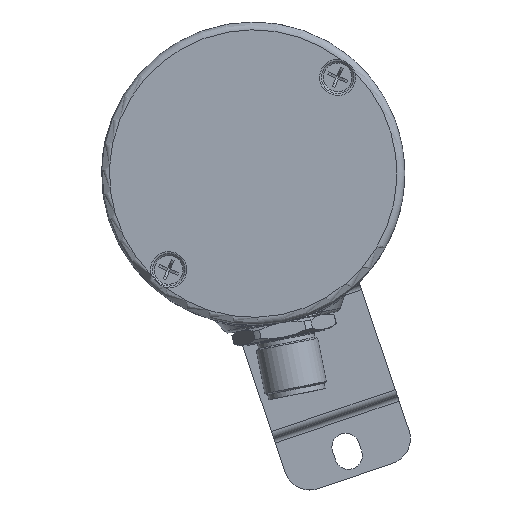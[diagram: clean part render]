
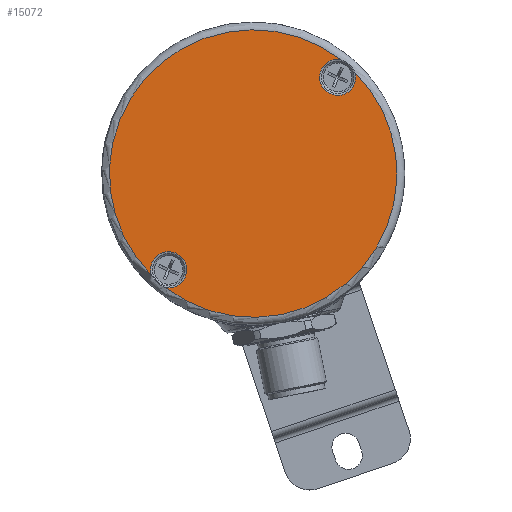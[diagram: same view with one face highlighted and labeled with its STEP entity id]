
A CAD part, top view. The second image highlights one B-rep face of the part: STEP entity #15072.
In plain terms, the highlighted planar face has unit normal (0, 0, 1).
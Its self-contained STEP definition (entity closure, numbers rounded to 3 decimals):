
#14867=CARTESIAN_POINT('',(45.295,130.652,-23.592));
#14868=VERTEX_POINT('',#14867);
#14869=CARTESIAN_POINT('',(48.03,128.252,-23.592));
#14870=VERTEX_POINT('',#14869);
#14908=CARTESIAN_POINT('',(33.917,81.855,-23.592));
#14909=VERTEX_POINT('',#14908);
#14910=CARTESIAN_POINT('',(28.562,108.829,-23.592));
#14911=DIRECTION('',(0.0,0.0,-1.));
#14912=DIRECTION('',(-0.195,0.981,0.0));
#14913=AXIS2_PLACEMENT_3D('',#14910,#14911,#14912);
#14914=CIRCLE('',#14913,27.5);
#14915=EDGE_CURVE('',#14870,#14909,#14914,.T.);
#14917=CARTESIAN_POINT('',(11.829,87.005,-23.592));
#14918=VERTEX_POINT('',#14917);
#14919=CARTESIAN_POINT('',(28.562,108.829,-23.592));
#14920=DIRECTION('',(0.0,0.0,-1.));
#14921=DIRECTION('',(-0.195,0.981,0.0));
#14922=AXIS2_PLACEMENT_3D('',#14919,#14920,#14921);
#14923=CIRCLE('',#14922,27.5);
#14924=EDGE_CURVE('',#14909,#14918,#14923,.T.);
#14926=CARTESIAN_POINT('',(9.095,89.405,-23.592));
#14927=VERTEX_POINT('',#14926);
#14965=CARTESIAN_POINT('',(28.562,108.829,-23.592));
#14966=DIRECTION('',(0.0,0.0,-1.));
#14967=DIRECTION('',(-0.195,0.981,0.0));
#14968=AXIS2_PLACEMENT_3D('',#14965,#14966,#14967);
#14969=CIRCLE('',#14968,27.5);
#14970=EDGE_CURVE('',#14927,#14868,#14969,.T.);
#15003=CARTESIAN_POINT('',(45.396,123.852,-23.592));
#15004=VERTEX_POINT('',#15003);
#15005=CARTESIAN_POINT('',(44.723,127.243,-23.592));
#15006=DIRECTION('',(0.0,0.0,1.0));
#15007=DIRECTION('',(-0.195,0.981,0.0));
#15008=AXIS2_PLACEMENT_3D('',#15005,#15006,#15007);
#15009=CIRCLE('',#15008,3.457);
#15010=EDGE_CURVE('',#14868,#15004,#15009,.T.);
#15012=CARTESIAN_POINT('',(44.723,127.243,-23.592));
#15013=DIRECTION('',(0.0,0.0,1.0));
#15014=DIRECTION('',(-0.195,0.981,0.0));
#15015=AXIS2_PLACEMENT_3D('',#15012,#15013,#15014);
#15016=CIRCLE('',#15015,3.457);
#15017=EDGE_CURVE('',#15004,#14870,#15016,.T.);
#15028=CARTESIAN_POINT('',(13.074,87.024,-23.592));
#15029=VERTEX_POINT('',#15028);
#15030=CARTESIAN_POINT('',(12.401,90.415,-23.592));
#15031=DIRECTION('',(0.0,0.0,1.0));
#15032=DIRECTION('',(-0.195,0.981,0.0));
#15033=AXIS2_PLACEMENT_3D('',#15030,#15031,#15032);
#15034=CIRCLE('',#15033,3.457);
#15035=EDGE_CURVE('',#14918,#15029,#15034,.T.);
#15037=CARTESIAN_POINT('',(12.401,90.415,-23.592));
#15038=DIRECTION('',(0.0,0.0,1.0));
#15039=DIRECTION('',(-0.195,0.981,0.0));
#15040=AXIS2_PLACEMENT_3D('',#15037,#15038,#15039);
#15041=CIRCLE('',#15040,3.457);
#15042=EDGE_CURVE('',#15029,#14927,#15041,.T.);
#15058=CARTESIAN_POINT('',(28.562,108.829,-23.592));
#15059=DIRECTION('',(0.0,0.0,-1.0));
#15060=DIRECTION('',(-1.0,0.0,0.0));
#15061=AXIS2_PLACEMENT_3D('',#15058,#15059,#15060);
#15062=PLANE('',#15061);
#15063=ORIENTED_EDGE('',*,*,#14970,.F.);
#15064=ORIENTED_EDGE('',*,*,#15042,.F.);
#15065=ORIENTED_EDGE('',*,*,#15035,.F.);
#15066=ORIENTED_EDGE('',*,*,#14924,.F.);
#15067=ORIENTED_EDGE('',*,*,#14915,.F.);
#15068=ORIENTED_EDGE('',*,*,#15017,.F.);
#15069=ORIENTED_EDGE('',*,*,#15010,.F.);
#15070=EDGE_LOOP('',(#15063,#15064,#15065,#15066,#15067,#15068,#15069));
#15071=FACE_OUTER_BOUND('',#15070,.T.);
#15072=ADVANCED_FACE('',(#15071),#15062,.F.);
